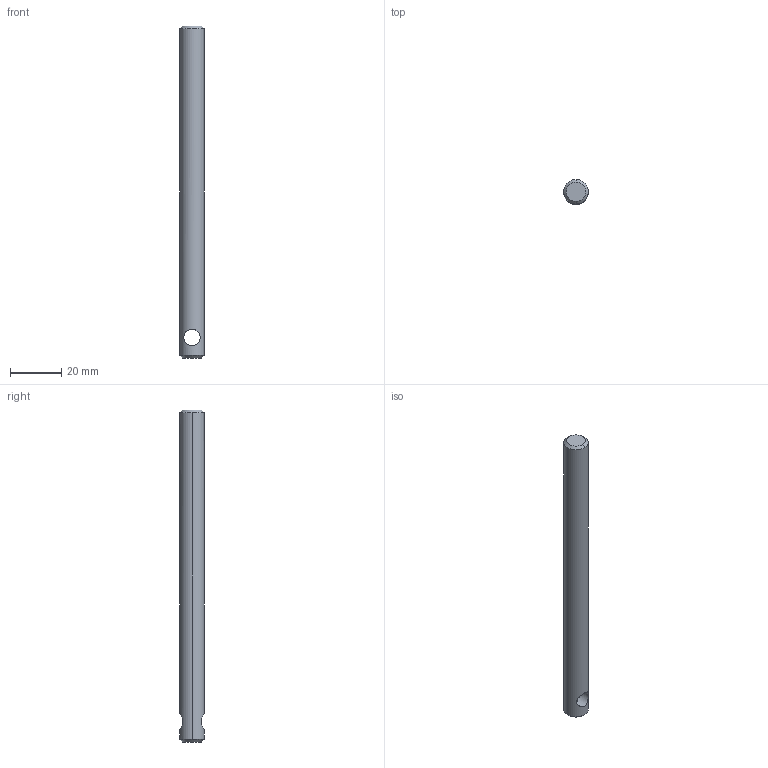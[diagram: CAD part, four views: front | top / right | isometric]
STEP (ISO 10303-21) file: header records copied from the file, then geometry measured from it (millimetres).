
FILE_DESCRIPTION (( 'STEP AP203' ), '1' );
FILE_NAME ('Pendulum_Default_sldprt.STEP', '2025-03-20T04:03:03', ( '' ), ( '' ), 'SwSTEP 2.0', 'SolidWorks 2023', '' );
FILE_SCHEMA (( 'CONFIG_CONTROL_DESIGN' ));
Length unit declared in the file: millimetre
Products named in the file (1): Pendulum_Default_sldprt
Bounding box: 9.5 x 9.5 x 129 mm (x, y, z)
Volume: 8829.3 mm3; surface area: 4066.3 mm2
Topology: 1 solids, 1 shells, 12 faces, 28 edges, 18 vertices
Faces by surface type: cylinder 6, cone 4, plane 2
Entity records: 563 total; most frequent: CARTESIAN_POINT 201, DIRECTION 60, ORIENTED_EDGE 56, EDGE_CURVE 28, AXIS2_PLACEMENT_3D 25, VERTEX_POINT 18, EDGE_LOOP 16, ADVANCED_FACE 12
